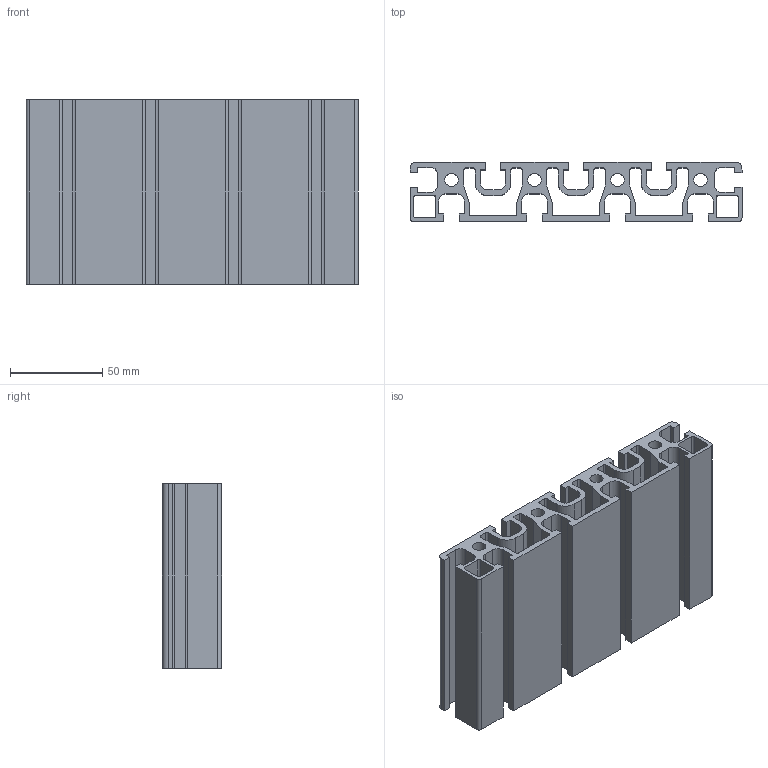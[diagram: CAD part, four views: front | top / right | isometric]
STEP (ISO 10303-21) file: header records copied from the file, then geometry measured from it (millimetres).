
FILE_DESCRIPTION((''),'2;1');
FILE_NAME('132180.stp','2013-09-24T17:44:44',('VeronikaF'),(''),'Autodesk Inventor 2011','Autodesk Inventor 2011','');
FILE_SCHEMA(('AUTOMOTIVE_DESIGN { 1 0 10303 214 1 1 1 1 }'));
Length unit declared in the file: millimetre
Products named in the file (1): 132180-100
Bounding box: 180 x 32 x 100 mm (x, y, z)
Volume: 228049.7 mm3; surface area: 138015 mm2
Topology: 1 solids, 1 shells, 180 faces, 534 edges, 356 vertices
Faces by surface type: plane 122, cylinder 58
Full cylindrical faces by diameter (mm): 7.2 x4
Entity records: 6056 total; most frequent: CARTESIAN_POINT 1067, ORIENTED_EDGE 1060, DIRECTION 1008, EDGE_CURVE 530, VECTOR 414, LINE 414, VERTEX_POINT 356, AXIS2_PLACEMENT_3D 297
